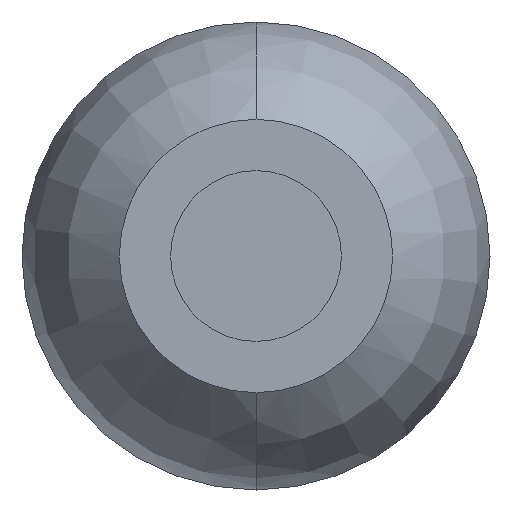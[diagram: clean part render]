
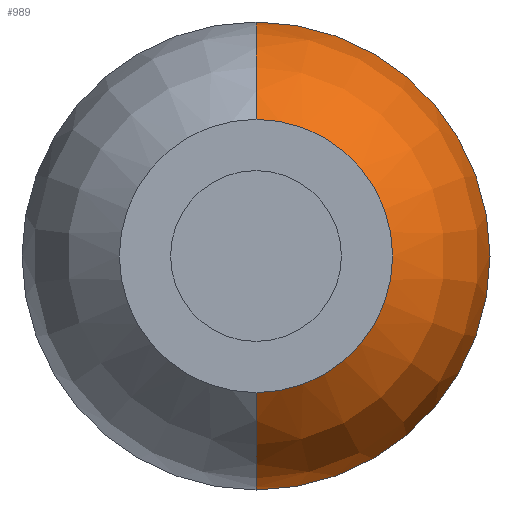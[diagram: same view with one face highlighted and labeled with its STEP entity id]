
A CAD part, front view. The second image highlights one B-rep face of the part: STEP entity #989.
In plain terms, the highlighted toroidal (fillet/blend) face has major radius 0.035 mm and minor radius 0.65 mm.
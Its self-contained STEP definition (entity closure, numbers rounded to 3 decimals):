
#33 = CARTESIAN_POINT ( 'NONE',  ( 0., -24.48, -0.685 ) ) ;
#90 = ORIENTED_EDGE ( 'NONE', *, *, #2001, .F. ) ;
#154 = CARTESIAN_POINT ( 'NONE',  ( 0., -25.018, 0. ) ) ;
#165 = ORIENTED_EDGE ( 'NONE', *, *, #1866, .F. ) ;
#265 = CARTESIAN_POINT ( 'NONE',  ( 0., -24.48, 0.685 ) ) ;
#346 = CARTESIAN_POINT ( 'NONE',  ( 0., -25.018, 0.4 ) ) ;
#355 = CARTESIAN_POINT ( 'NONE',  ( 0., -24.48, 0. ) ) ;
#442 = AXIS2_PLACEMENT_3D ( 'NONE', #540, #571, #2975 ) ;
#540 = CARTESIAN_POINT ( 'NONE',  ( 0., -24.48, -0.035 ) ) ;
#543 = VERTEX_POINT ( 'NONE', #2715 ) ;
#571 = DIRECTION ( 'NONE',  ( 1., 0., 0. ) ) ;
#631 = TOROIDAL_SURFACE ( 'NONE', #1057, 0.035, 0.65 ) ;
#732 = CARTESIAN_POINT ( 'NONE',  ( 0., -24.48, 0. ) ) ;
#961 = CIRCLE ( 'NONE', #1992, 0.685 ) ;
#989 = ADVANCED_FACE ( 'Defeature ausgef�hrt1_4', ( #1380 ), #631, .T. ) ;
#1057 = AXIS2_PLACEMENT_3D ( 'NONE', #355, #1460, #3369 ) ;
#1119 = AXIS2_PLACEMENT_3D ( 'NONE', #154, #3158, #2883 ) ;
#1324 = CIRCLE ( 'NONE', #2830, 0.65 ) ;
#1367 = EDGE_LOOP ( 'NONE', ( #1907, #3007, #165, #90 ) ) ;
#1380 = FACE_OUTER_BOUND ( 'NONE', #1367, .T. ) ;
#1460 = DIRECTION ( 'NONE',  ( 0., 1., 0. ) ) ;
#1524 = CARTESIAN_POINT ( 'NONE',  ( 0., -24.48, 0.035 ) ) ;
#1753 = CIRCLE ( 'NONE', #1119, 0.4 ) ;
#1866 = EDGE_CURVE ( 'Defeature ausgef�hrt1_5+Defeature ausgef�hrt1_4+Defeature ausgef�hrt1_4+Defeature ausgef�hrt1_4', #2579, #2746, #961, .T. ) ;
#1907 = ORIENTED_EDGE ( 'NONE', *, *, #2011, .T. ) ;
#1992 = AXIS2_PLACEMENT_3D ( 'NONE', #732, #2478, #3053 ) ;
#2001 = EDGE_CURVE ( 'NONE', #2163, #2579, #1324, .T. ) ;
#2011 = EDGE_CURVE ( 'Defeature ausgef�hrt1_4+Defeature ausgef�hrt1_8+Defeature ausgef�hrt1_8+Defeature ausgef�hrt1_8', #2163, #543, #1753, .T. ) ;
#2070 = DIRECTION ( 'NONE',  ( 0., 0., 1. ) ) ;
#2163 = VERTEX_POINT ( 'NONE', #346 ) ;
#2478 = DIRECTION ( 'NONE',  ( 0., 1., 0. ) ) ;
#2579 = VERTEX_POINT ( 'NONE', #265 ) ;
#2588 = DIRECTION ( 'NONE',  ( -1., 0., 0. ) ) ;
#2715 = CARTESIAN_POINT ( 'NONE',  ( 0., -25.018, -0.4 ) ) ;
#2746 = VERTEX_POINT ( 'NONE', #33 ) ;
#2830 = AXIS2_PLACEMENT_3D ( 'NONE', #1524, #2588, #2070 ) ;
#2883 = DIRECTION ( 'NONE',  ( 0., 0., 1. ) ) ;
#2975 = DIRECTION ( 'NONE',  ( 0., 0., -1. ) ) ;
#3007 = ORIENTED_EDGE ( 'NONE', *, *, #3041, .T. ) ;
#3041 = EDGE_CURVE ( 'NONE', #543, #2746, #3286, .T. ) ;
#3053 = DIRECTION ( 'NONE',  ( 0., 0., 1. ) ) ;
#3158 = DIRECTION ( 'NONE',  ( 0., 1., 0. ) ) ;
#3286 = CIRCLE ( 'NONE', #442, 0.65 ) ;
#3369 = DIRECTION ( 'NONE',  ( 0., 0., 1. ) ) ;
